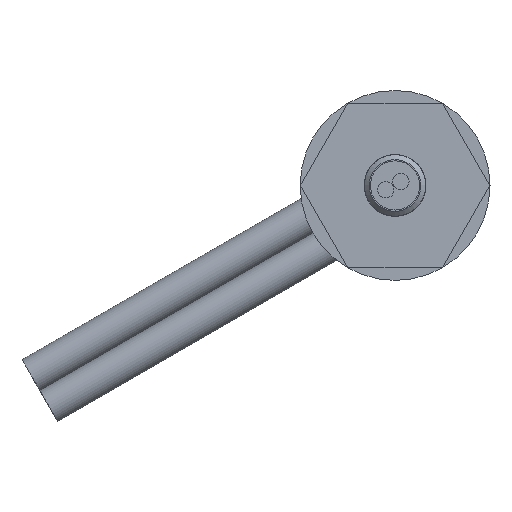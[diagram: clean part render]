
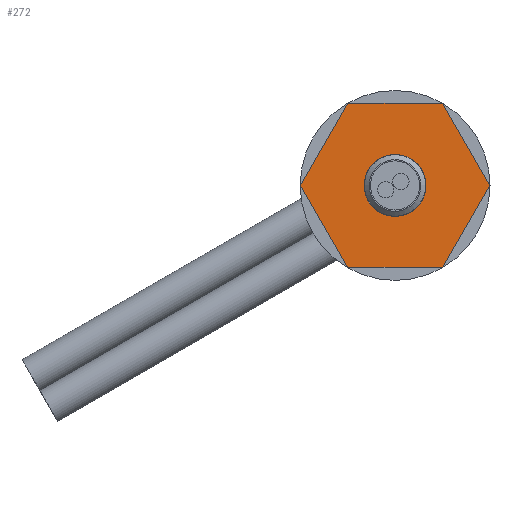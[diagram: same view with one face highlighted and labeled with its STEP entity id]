
A CAD part, left-side view. The second image highlights one B-rep face of the part: STEP entity #272.
In plain terms, the highlighted planar face has unit normal (-1, 0, 0).
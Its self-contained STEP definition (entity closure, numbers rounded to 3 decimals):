
#35=LINE('',#913,#76);
#39=LINE('',#922,#80);
#42=LINE('',#928,#83);
#45=LINE('',#934,#86);
#48=LINE('',#940,#89);
#51=LINE('',#946,#92);
#76=VECTOR('',#754,1.);
#80=VECTOR('',#760,1.);
#83=VECTOR('',#765,1.);
#86=VECTOR('',#770,1.);
#89=VECTOR('',#775,1.);
#92=VECTOR('',#780,1.);
#201=FACE_OUTER_BOUND('',#348,.T.);
#238=PLANE('',#684);
#272=ADVANCED_FACE('',(#201),#238,.F.);
#348=EDGE_LOOP('',(#424,#425,#426,#427,#428,#429));
#424=ORIENTED_EDGE('',*,*,#579,.F.);
#425=ORIENTED_EDGE('',*,*,#595,.F.);
#426=ORIENTED_EDGE('',*,*,#592,.F.);
#427=ORIENTED_EDGE('',*,*,#589,.F.);
#428=ORIENTED_EDGE('',*,*,#586,.F.);
#429=ORIENTED_EDGE('',*,*,#583,.F.);
#528=VERTEX_POINT('',#914);
#529=VERTEX_POINT('',#915);
#532=VERTEX_POINT('',#923);
#534=VERTEX_POINT('',#929);
#536=VERTEX_POINT('',#935);
#538=VERTEX_POINT('',#941);
#579=EDGE_CURVE('',#528,#529,#35,.T.);
#583=EDGE_CURVE('',#529,#532,#39,.T.);
#586=EDGE_CURVE('',#532,#534,#42,.T.);
#589=EDGE_CURVE('',#534,#536,#45,.T.);
#592=EDGE_CURVE('',#536,#538,#48,.T.);
#595=EDGE_CURVE('',#538,#528,#51,.T.);
#684=AXIS2_PLACEMENT_3D('',#950,#786,#787);
#754=DIRECTION('',(0.,0.5,-0.866));
#760=DIRECTION('',(0.,1.,0.));
#765=DIRECTION('',(0.,0.5,0.866));
#770=DIRECTION('',(0.,-0.5,0.866));
#775=DIRECTION('',(0.,-1.,0.));
#780=DIRECTION('',(0.,-0.5,-0.866));
#786=DIRECTION('',(1.,0.,0.));
#787=DIRECTION('',(0.,0.,-1.));
#913=CARTESIAN_POINT('',(8.,-5.774,0.));
#914=CARTESIAN_POINT('',(8.,-5.774,0.));
#915=CARTESIAN_POINT('',(8.,-2.887,-5.));
#922=CARTESIAN_POINT('',(8.,-2.887,-5.));
#923=CARTESIAN_POINT('',(8.,2.887,-5.));
#928=CARTESIAN_POINT('',(8.,2.887,-5.));
#929=CARTESIAN_POINT('',(8.,5.774,0.));
#934=CARTESIAN_POINT('',(8.,5.774,0.));
#935=CARTESIAN_POINT('',(8.,2.887,5.));
#940=CARTESIAN_POINT('',(8.,2.887,5.));
#941=CARTESIAN_POINT('',(8.,-2.887,5.));
#946=CARTESIAN_POINT('',(8.,-2.887,5.));
#950=CARTESIAN_POINT('',(8.,0.,0.));
